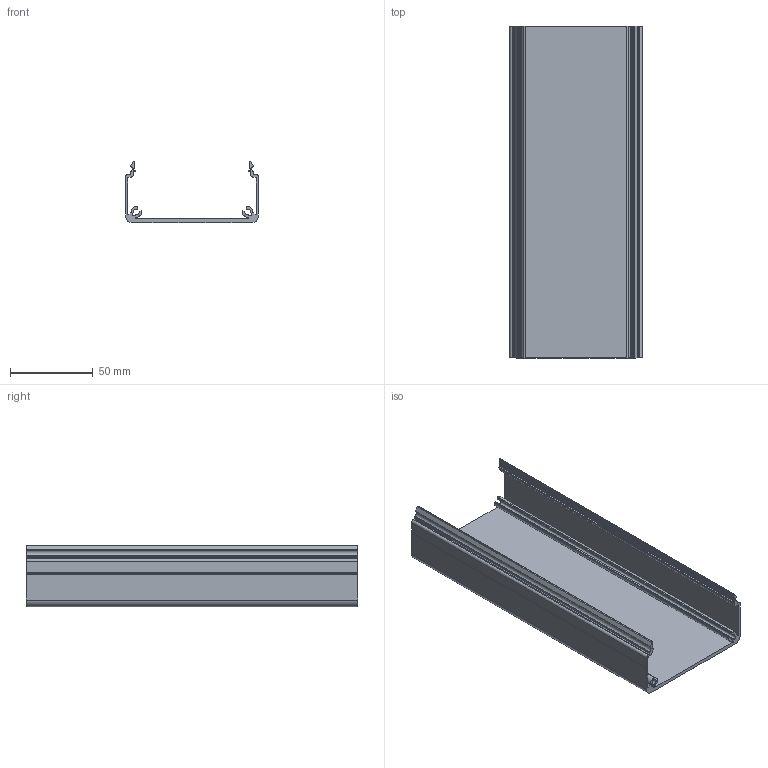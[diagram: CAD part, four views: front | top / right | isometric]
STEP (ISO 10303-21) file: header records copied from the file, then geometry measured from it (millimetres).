
FILE_DESCRIPTION (( 'STEP AP203' ), '1' );
FILE_NAME ('201408999_c_1.STEP', '2023-03-19T02:40:54', ( '' ), ( '' ), 'SwSTEP 2.0', 'SolidWorks 2014', '' );
FILE_SCHEMA (( 'CONFIG_CONTROL_DESIGN' ));
Length unit declared in the file: millimetre
Products named in the file (1): 201408999_c_1
Bounding box: 80 x 200 x 37.01 mm (x, y, z)
Volume: 67639.2 mm3; surface area: 72597.5 mm2
Topology: 1 solids, 1 shells, 183 faces, 543 edges, 362 vertices
Faces by surface type: cylinder 106, plane 77
Entity records: 6286 total; most frequent: DIRECTION 1123, CARTESIAN_POINT 1089, ORIENTED_EDGE 1086, EDGE_CURVE 543, AXIS2_PLACEMENT_3D 396, VERTEX_POINT 362, VECTOR 331, LINE 331
